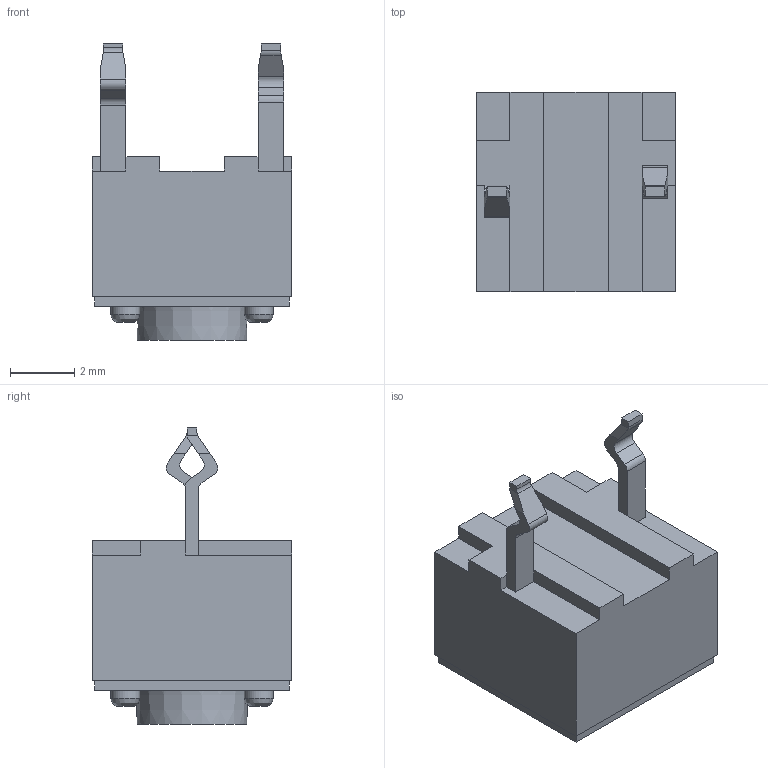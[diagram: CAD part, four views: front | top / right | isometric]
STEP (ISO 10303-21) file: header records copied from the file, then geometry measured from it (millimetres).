
FILE_DESCRIPTION((''),'2;1');
FILE_NAME('TL1150AF070Q.stp','2014-07-09T14:54:50',('epieh'),(''),'Autodesk Inventor 2012','Autodesk Inventor 2012','');
FILE_SCHEMA(('CONFIG_CONTROL_DESIGN'));
Length unit declared in the file: millimetre
Products named in the file (4): Q970065; TL1150 Housing; TL1150 Actuator; TL1150 Cover
Assembly tree (3 placements, depth 2):
  Q970065
    TL1150 Housing
    TL1150 Actuator
    TL1150 Cover
Bounding box: 6.2 x 6.2 x 9.2 mm (x, y, z)
Volume: 125 mm3; surface area: 390.2 mm2
Topology: 3 solids, 3 shells, 138 faces, 358 edges, 236 vertices
Faces by surface type: plane 102, cylinder 31, bspline 4, cone 1
Full cylindrical faces by diameter (mm): 0.9 x8, 1 x1, 2 x1, 3.6 x1
Entity records: 4486 total; most frequent: CARTESIAN_POINT 899, DIRECTION 700, ORIENTED_EDGE 684, EDGE_CURVE 342, VECTOR 266, LINE 266, VERTEX_POINT 236, AXIS2_PLACEMENT_3D 217
